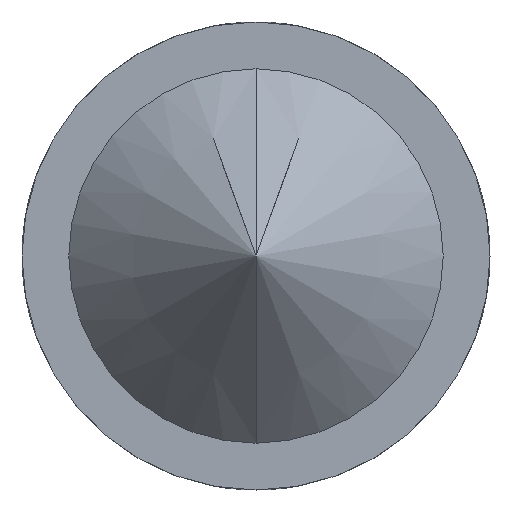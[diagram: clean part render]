
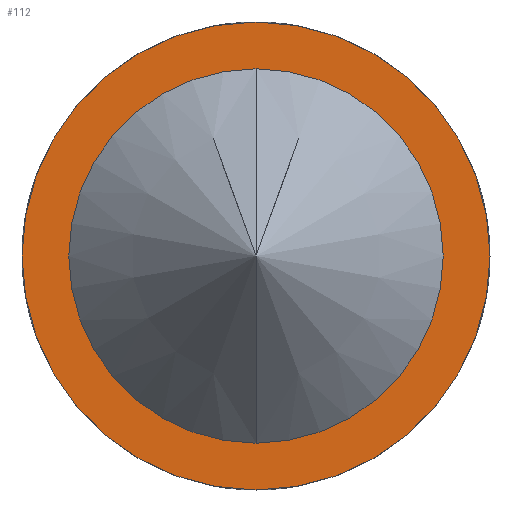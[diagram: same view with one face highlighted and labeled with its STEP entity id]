
A CAD part, front view. The second image highlights one B-rep face of the part: STEP entity #112.
In plain terms, the highlighted planar face has unit normal (0, -1, 0).
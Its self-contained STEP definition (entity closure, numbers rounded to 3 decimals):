
#3 = VERTEX_POINT ( 'NONE', #406 ) ;
#21 = ORIENTED_EDGE ( 'NONE', *, *, #128, .F. ) ;
#22 = ORIENTED_EDGE ( 'NONE', *, *, #103, .F. ) ;
#23 = ORIENTED_EDGE ( 'NONE', *, *, #122, .T. ) ;
#29 = ORIENTED_EDGE ( 'NONE', *, *, #120, .T. ) ;
#64 = EDGE_LOOP ( 'NONE', ( #29, #23 ) ) ;
#65 = EDGE_LOOP ( 'NONE', ( #21, #22 ) ) ;
#103 = EDGE_CURVE ( 'NONE', #605, #3, #183, .T. ) ;
#112 = ADVANCED_FACE ( 'NONE', ( #681, #602 ), #479, .T. ) ;
#120 = EDGE_CURVE ( 'NONE', #649, #551, #195, .T. ) ;
#122 = EDGE_CURVE ( 'NONE', #551, #649, #172, .T. ) ;
#128 = EDGE_CURVE ( 'NONE', #3, #605, #186, .T. ) ;
#172 = CIRCLE ( 'NONE', #239, 1.5 ) ;
#183 = CIRCLE ( 'NONE', #223, 2.5 ) ;
#186 = CIRCLE ( 'NONE', #201, 2.5 ) ;
#195 = CIRCLE ( 'NONE', #226, 1.5 ) ;
#201 = AXIS2_PLACEMENT_3D ( 'NONE', #401, #400, #399 ) ;
#223 = AXIS2_PLACEMENT_3D ( 'NONE', #505, #504, #503 ) ;
#226 = AXIS2_PLACEMENT_3D ( 'NONE', #431, #430, #428 ) ;
#239 = AXIS2_PLACEMENT_3D ( 'NONE', #423, #415, #413 ) ;
#247 = AXIS2_PLACEMENT_3D ( 'NONE', #478, #477, #476 ) ;
#264 = CARTESIAN_POINT ( 'NONE',  ( 0., 0., 1.5 ) ) ;
#267 = CARTESIAN_POINT ( 'NONE',  ( 0., 0., -2.5 ) ) ;
#274 = CARTESIAN_POINT ( 'NONE',  ( 0., 0., -1.5 ) ) ;
#399 = DIRECTION ( 'NONE',  ( 0., 0., 1. ) ) ;
#400 = DIRECTION ( 'NONE',  ( 0., 1., 0. ) ) ;
#401 = CARTESIAN_POINT ( 'NONE',  ( 0., 0., 0. ) ) ;
#406 = CARTESIAN_POINT ( 'NONE',  ( 0., 0., 2.5 ) ) ;
#413 = DIRECTION ( 'NONE',  ( 0., 0., 1. ) ) ;
#415 = DIRECTION ( 'NONE',  ( 0., 1., 0. ) ) ;
#423 = CARTESIAN_POINT ( 'NONE',  ( 0., 0., 0. ) ) ;
#428 = DIRECTION ( 'NONE',  ( 0., 0., 1. ) ) ;
#430 = DIRECTION ( 'NONE',  ( 0., 1., 0. ) ) ;
#431 = CARTESIAN_POINT ( 'NONE',  ( 0., 0., 0. ) ) ;
#476 = DIRECTION ( 'NONE',  ( 0., 0., -1. ) ) ;
#477 = DIRECTION ( 'NONE',  ( 0., -1., 0. ) ) ;
#478 = CARTESIAN_POINT ( 'NONE',  ( 0., 0., 2.5 ) ) ;
#479 = PLANE ( 'NONE',  #247 ) ;
#503 = DIRECTION ( 'NONE',  ( 0., 0., 1. ) ) ;
#504 = DIRECTION ( 'NONE',  ( 0., 1., 0. ) ) ;
#505 = CARTESIAN_POINT ( 'NONE',  ( 0., 0., 0. ) ) ;
#551 = VERTEX_POINT ( 'NONE', #274 ) ;
#602 = FACE_OUTER_BOUND ( 'NONE', #65, .T. ) ;
#605 = VERTEX_POINT ( 'NONE', #267 ) ;
#649 = VERTEX_POINT ( 'NONE', #264 ) ;
#681 = FACE_BOUND ( 'NONE', #64, .T. ) ;
